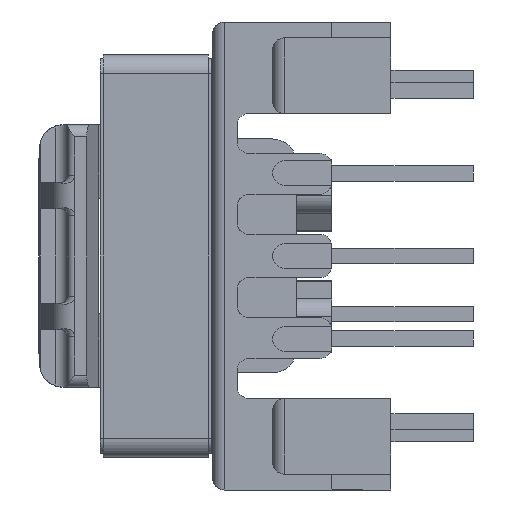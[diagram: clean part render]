
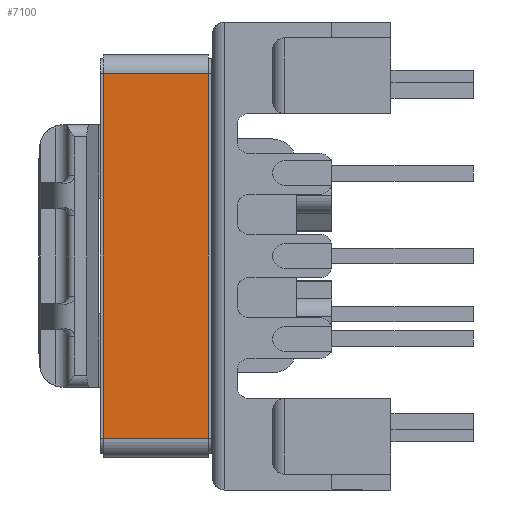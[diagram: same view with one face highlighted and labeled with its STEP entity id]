
A CAD part, left-side view. The second image highlights one B-rep face of the part: STEP entity #7100.
In plain terms, the highlighted planar face has unit normal (-1, 0, 0).
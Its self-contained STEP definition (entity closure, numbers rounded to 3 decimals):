
#91 = AXIS2_PLACEMENT_3D ( 'NONE', #4438, #1213, #1022 ) ;
#373 = CARTESIAN_POINT ( 'NONE',  ( -0.16, -16.07, -4.45 ) ) ;
#704 = DIRECTION ( 'NONE',  ( 0., 0., 1. ) ) ;
#794 = VECTOR ( 'NONE', #8508, 1000. ) ;
#1022 = DIRECTION ( 'NONE',  ( 0., -1., 0. ) ) ;
#1108 = PLANE ( 'NONE',  #91 ) ;
#1213 = DIRECTION ( 'NONE',  ( -1., 0., 0. ) ) ;
#2835 = ORIENTED_EDGE ( 'NONE', *, *, #9524, .T. ) ;
#3017 = LINE ( 'NONE', #6063, #12472 ) ;
#3506 = LINE ( 'NONE', #11792, #13980 ) ;
#3677 = LINE ( 'NONE', #6425, #794 ) ;
#4438 = CARTESIAN_POINT ( 'NONE',  ( -0.16, -16.07, -4.45 ) ) ;
#4691 = VERTEX_POINT ( 'NONE', #7554 ) ;
#5282 = FACE_OUTER_BOUND ( 'NONE', #8717, .T. ) ;
#5336 = DIRECTION ( 'NONE',  ( 0., 0., 1. ) ) ;
#6063 = CARTESIAN_POINT ( 'NONE',  ( -0.16, -16.07, 0. ) ) ;
#6425 = CARTESIAN_POINT ( 'NONE',  ( -0.16, -16.07, -4.45 ) ) ;
#6430 = ORIENTED_EDGE ( 'NONE', *, *, #8543, .T. ) ;
#7100 = ADVANCED_FACE ( 'NONE', ( #5282 ), #1108, .T. ) ;
#7285 = ORIENTED_EDGE ( 'NONE', *, *, #8513, .F. ) ;
#7313 = VERTEX_POINT ( 'NONE', #12167 ) ;
#7554 = CARTESIAN_POINT ( 'NONE',  ( -0.16, -0.64, 0. ) ) ;
#8058 = ORIENTED_EDGE ( 'NONE', *, *, #11011, .F. ) ;
#8508 = DIRECTION ( 'NONE',  ( 0., -1., 0. ) ) ;
#8513 = EDGE_CURVE ( 'NONE', #12969, #4691, #3506, .T. ) ;
#8543 = EDGE_CURVE ( 'NONE', #12969, #11445, #3677, .T. ) ;
#8717 = EDGE_LOOP ( 'NONE', ( #8058, #7285, #6430, #2835 ) ) ;
#9378 = DIRECTION ( 'NONE',  ( 0., -1., 0. ) ) ;
#9524 = EDGE_CURVE ( 'NONE', #11445, #7313, #10757, .T. ) ;
#10284 = CARTESIAN_POINT ( 'NONE',  ( -0.16, -0.64, -4.45 ) ) ;
#10757 = LINE ( 'NONE', #12459, #11750 ) ;
#11011 = EDGE_CURVE ( 'NONE', #4691, #7313, #3017, .T. ) ;
#11445 = VERTEX_POINT ( 'NONE', #373 ) ;
#11750 = VECTOR ( 'NONE', #704, 1000. ) ;
#11792 = CARTESIAN_POINT ( 'NONE',  ( -0.16, -0.64, -4.45 ) ) ;
#12167 = CARTESIAN_POINT ( 'NONE',  ( -0.16, -16.07, 0. ) ) ;
#12459 = CARTESIAN_POINT ( 'NONE',  ( -0.16, -16.07, -4.45 ) ) ;
#12472 = VECTOR ( 'NONE', #9378, 1000. ) ;
#12969 = VERTEX_POINT ( 'NONE', #10284 ) ;
#13980 = VECTOR ( 'NONE', #5336, 1000. ) ;
